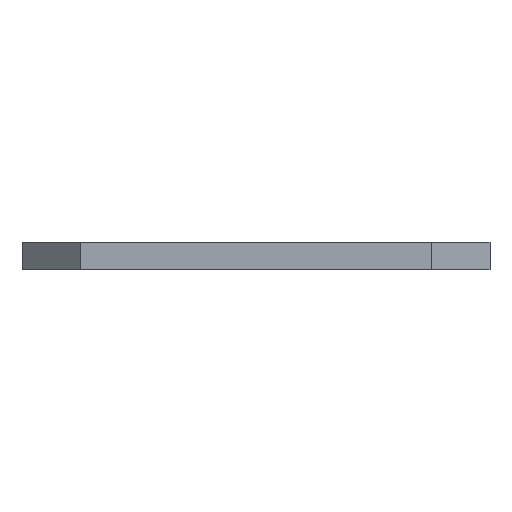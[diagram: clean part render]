
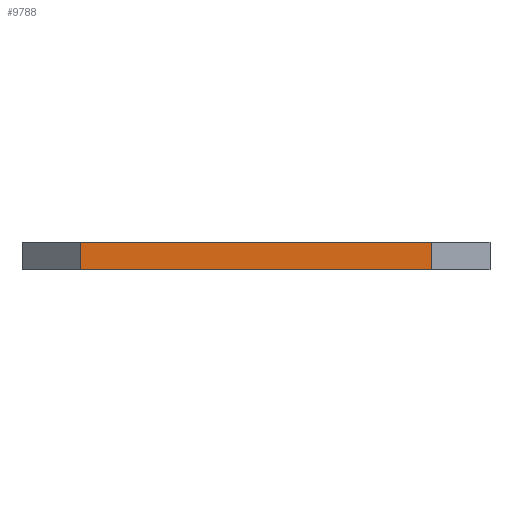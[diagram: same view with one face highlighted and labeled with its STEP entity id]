
A CAD part, left-side view. The second image highlights one B-rep face of the part: STEP entity #9788.
In plain terms, the highlighted planar face has unit normal (-1, 0, 0).
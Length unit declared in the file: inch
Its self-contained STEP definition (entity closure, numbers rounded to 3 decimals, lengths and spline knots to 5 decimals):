
#286 = LINE ( 'NONE', #19619, #1031 ) ;
#1031 = VECTOR ( 'NONE', #18068, 39.37008 ) ;
#1390 = CARTESIAN_POINT ( 'NONE',  ( -15.24, -0.75, 0.05906 ) ) ;
#1868 = FACE_OUTER_BOUND ( 'NONE', #15373, .T. ) ;
#1918 = ORIENTED_EDGE ( 'NONE', *, *, #8702, .F. ) ;
#2211 = CARTESIAN_POINT ( 'NONE',  ( -15.24, -0.75, -0.05906 ) ) ;
#3593 = CARTESIAN_POINT ( 'NONE',  ( -15.24, -0.75, 0.05906 ) ) ;
#3710 = VECTOR ( 'NONE', #24853, 39.37008 ) ;
#3863 = DIRECTION ( 'NONE',  ( 0., -1., 0. ) ) ;
#3963 = DIRECTION ( 'NONE',  ( 0., 0., -1. ) ) ;
#4869 = CARTESIAN_POINT ( 'NONE',  ( -15.24, 0.75, -0.05906 ) ) ;
#5844 = DIRECTION ( 'NONE',  ( 0., 0., -1. ) ) ;
#6105 = PLANE ( 'NONE',  #12865 ) ;
#6249 = CARTESIAN_POINT ( 'NONE',  ( -15.24, 0.75, 0.05906 ) ) ;
#7465 = ORIENTED_EDGE ( 'NONE', *, *, #9386, .T. ) ;
#8702 = EDGE_CURVE ( 'NONE', #14622, #12744, #21115, .T. ) ;
#9386 = EDGE_CURVE ( 'NONE', #14622, #17846, #23909, .T. ) ;
#9788 = ADVANCED_FACE ( 'NONE', ( #1868 ), #6105, .F. ) ;
#10817 = ORIENTED_EDGE ( 'NONE', *, *, #24172, .T. ) ;
#12744 = VERTEX_POINT ( 'NONE', #1390 ) ;
#12865 = AXIS2_PLACEMENT_3D ( 'NONE', #22287, #17971, #5844 ) ;
#13536 = CARTESIAN_POINT ( 'NONE',  ( -15.24, -1., 0.05906 ) ) ;
#14487 = VECTOR ( 'NONE', #3963, 39.37008 ) ;
#14622 = VERTEX_POINT ( 'NONE', #17725 ) ;
#15350 = EDGE_CURVE ( 'NONE', #21361, #12744, #20866, .T. ) ;
#15373 = EDGE_LOOP ( 'NONE', ( #10817, #18775, #1918, #7465 ) ) ;
#17725 = CARTESIAN_POINT ( 'NONE',  ( -15.24, 0.75, 0.05906 ) ) ;
#17846 = VERTEX_POINT ( 'NONE', #4869 ) ;
#17971 = DIRECTION ( 'NONE',  ( 1., 0., 0. ) ) ;
#18068 = DIRECTION ( 'NONE',  ( 0., -1., 0. ) ) ;
#18775 = ORIENTED_EDGE ( 'NONE', *, *, #15350, .T. ) ;
#19619 = CARTESIAN_POINT ( 'NONE',  ( -15.24, -1., -0.05906 ) ) ;
#19797 = VECTOR ( 'NONE', #3863, 39.37008 ) ;
#20866 = LINE ( 'NONE', #3593, #3710 ) ;
#21115 = LINE ( 'NONE', #13536, #19797 ) ;
#21361 = VERTEX_POINT ( 'NONE', #2211 ) ;
#22287 = CARTESIAN_POINT ( 'NONE',  ( -15.24, -1., 0.05906 ) ) ;
#23909 = LINE ( 'NONE', #6249, #14487 ) ;
#24172 = EDGE_CURVE ( 'NONE', #17846, #21361, #286, .T. ) ;
#24853 = DIRECTION ( 'NONE',  ( 0., 0., 1. ) ) ;
